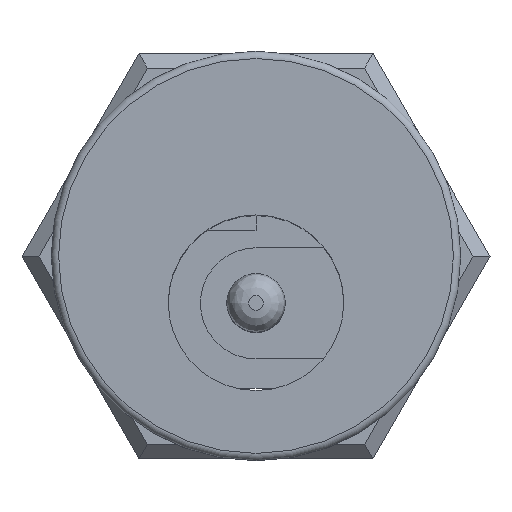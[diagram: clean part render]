
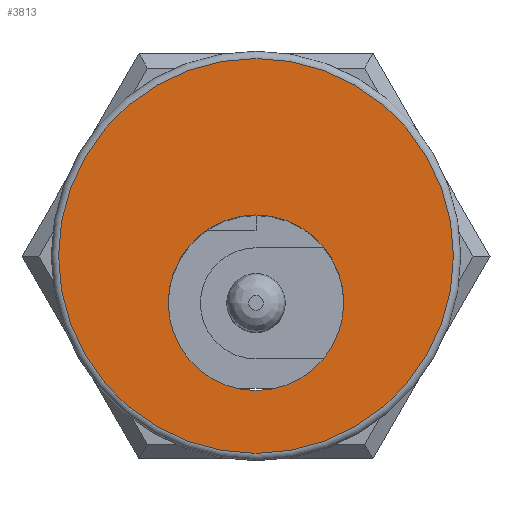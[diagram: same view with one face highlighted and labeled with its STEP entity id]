
A CAD part, top view. The second image highlights one B-rep face of the part: STEP entity #3813.
In plain terms, the highlighted planar face has unit normal (0, 0, 1).
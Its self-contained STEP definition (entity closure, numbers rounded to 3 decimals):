
#409=FACE_BOUND('',#1308,.T.);
#423=PLANE('',#4061);
#1083=FACE_OUTER_BOUND('',#1307,.T.);
#1307=EDGE_LOOP('',(#2604));
#1308=EDGE_LOOP('',(#2605));
#1543=CIRCLE('',#4056,6.75);
#1547=CIRCLE('',#4062,3.);
#1590=VERTEX_POINT('',#4897);
#1593=VERTEX_POINT('',#4907);
#1989=EDGE_CURVE('',#1590,#1590,#1543,.T.);
#1994=EDGE_CURVE('',#1593,#1593,#1547,.T.);
#2604=ORIENTED_EDGE('',*,*,#1989,.F.);
#2605=ORIENTED_EDGE('',*,*,#1994,.T.);
#3813=ADVANCED_FACE('',(#1083,#409),#423,.T.);
#4056=AXIS2_PLACEMENT_3D('',#4898,#4253,#4254);
#4061=AXIS2_PLACEMENT_3D('',#4906,#4264,#4265);
#4062=AXIS2_PLACEMENT_3D('',#4908,#4266,#4267);
#4253=DIRECTION('center_axis',(0.,0.,-1.));
#4254=DIRECTION('ref_axis',(1.,0.,0.));
#4264=DIRECTION('center_axis',(0.,0.,1.));
#4265=DIRECTION('ref_axis',(1.,0.,0.));
#4266=DIRECTION('center_axis',(0.,0.,-1.));
#4267=DIRECTION('ref_axis',(1.,0.,0.));
#4897=CARTESIAN_POINT('',(-6.75,0.,2.));
#4898=CARTESIAN_POINT('Origin',(0.,0.,2.));
#4906=CARTESIAN_POINT('Origin',(0.,0.,2.));
#4907=CARTESIAN_POINT('',(-3.,-1.6,2.));
#4908=CARTESIAN_POINT('Origin',(0.,-1.6,2.));
